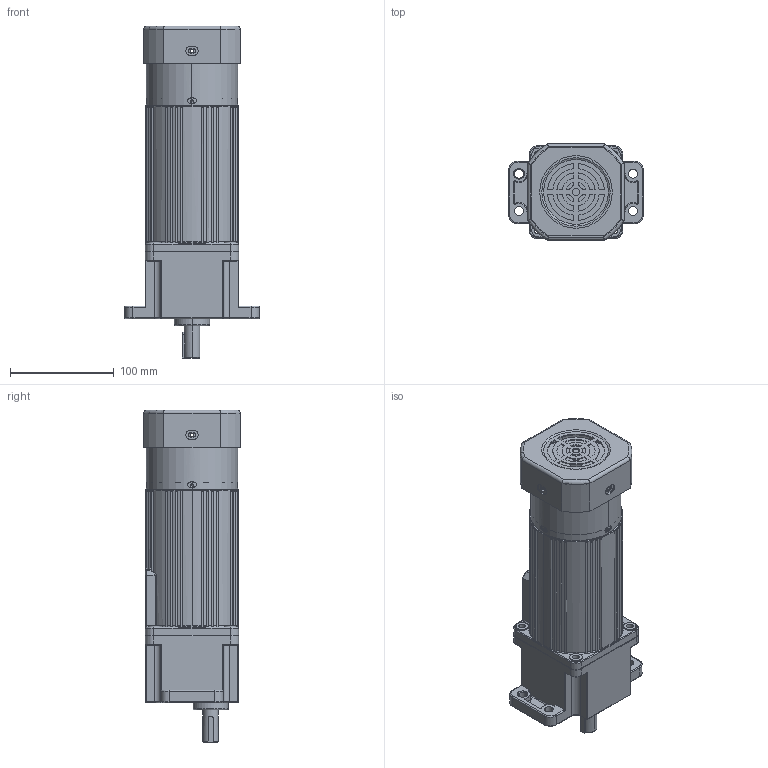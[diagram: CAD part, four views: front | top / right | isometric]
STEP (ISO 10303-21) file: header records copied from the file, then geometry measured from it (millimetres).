
FILE_DESCRIPTION (( 'STEP AP203' ), '1' );
FILE_NAME ('5IK180(R)-MF+5GU3-750K.STEP', '2020-01-10T02:53:50', ( 'Sky123.Org' ), ( 'Sky123.Org' ), 'SwSTEP 2.0', 'SolidWorks 2014', '' );
FILE_SCHEMA (( 'CONFIG_CONTROL_DESIGN' ));
Length unit declared in the file: millimetre
Products named in the file (6): 5IK180(R)-MF+5GU3-750K; 5IK180A; 90傻瑞欶褲; 90价陬ん欶褲; 5GU3-750K
Assembly tree (5 placements, depth 3):
  5IK180(R)-MF+5GU3-750K
    5IK180A
    90傻瑞欶褲
    90价陬ん欶褲
    5GU3-750K
      5GU3-750K
Bounding box: 130 x 93 x 320.5 mm (x, y, z)
Volume: 1520390.5 mm3; surface area: 196903.1 mm2
Topology: 4 solids, 4 shells, 756 faces, 1960 edges, 1213 vertices
Faces by surface type: cylinder 326, plane 187, torus 150, bspline 48, cone 35, sphere 10
Entity records: 29671 total; most frequent: CARTESIAN_POINT 10785, ORIENTED_EDGE 3876, DIRECTION 3829, EDGE_CURVE 1938, AXIS2_PLACEMENT_3D 1559, VERTEX_POINT 1213, EDGE_LOOP 857, CIRCLE 842
